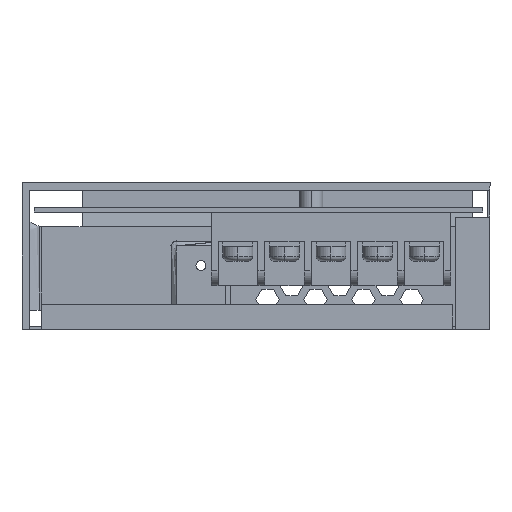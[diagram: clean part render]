
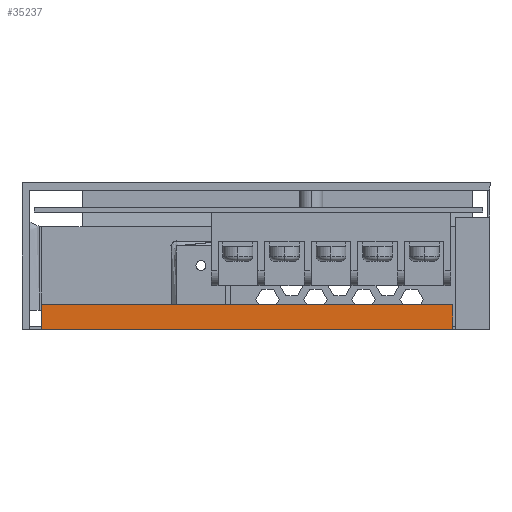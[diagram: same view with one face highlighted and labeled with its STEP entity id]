
A CAD part, left-side view. The second image highlights one B-rep face of the part: STEP entity #35237.
In plain terms, the highlighted planar face has unit normal (-1, 0, 0).
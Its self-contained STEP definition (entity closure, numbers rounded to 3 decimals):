
#570 = EDGE_CURVE ( 'NONE', #11061, #9944, #40307, .T. ) ;
#855 = FACE_OUTER_BOUND ( 'NONE', #2127, .T. ) ;
#2127 = EDGE_LOOP ( 'NONE', ( #47840, #15593, #4333, #18958 ) ) ;
#2371 = CARTESIAN_POINT ( 'NONE',  ( -42., -40.15, 0. ) ) ;
#3530 = VECTOR ( 'NONE', #26732, 1000. ) ;
#4333 = ORIENTED_EDGE ( 'NONE', *, *, #14014, .T. ) ;
#5186 = CARTESIAN_POINT ( 'NONE',  ( -42., -40.15, 5. ) ) ;
#9401 = VECTOR ( 'NONE', #21687, 1000. ) ;
#9944 = VERTEX_POINT ( 'NONE', #17057 ) ;
#9989 = LINE ( 'NONE', #5186, #16816 ) ;
#11061 = VERTEX_POINT ( 'NONE', #2371 ) ;
#11779 = LINE ( 'NONE', #41672, #3530 ) ;
#14014 = EDGE_CURVE ( 'NONE', #9944, #34974, #9989, .T. ) ;
#15593 = ORIENTED_EDGE ( 'NONE', *, *, #570, .T. ) ;
#15805 = DIRECTION ( 'NONE',  ( 1., 0., 0. ) ) ;
#16816 = VECTOR ( 'NONE', #21029, 1000. ) ;
#17057 = CARTESIAN_POINT ( 'NONE',  ( -42., -40.15, 5. ) ) ;
#17217 = AXIS2_PLACEMENT_3D ( 'NONE', #34435, #15805, #34185 ) ;
#18958 = ORIENTED_EDGE ( 'NONE', *, *, #31337, .T. ) ;
#21029 = DIRECTION ( 'NONE',  ( 0., 1., 0. ) ) ;
#21687 = DIRECTION ( 'NONE',  ( 0., 0., 1. ) ) ;
#26732 = DIRECTION ( 'NONE',  ( 0., -1., 0. ) ) ;
#28666 = LINE ( 'NONE', #43615, #46778 ) ;
#31337 = EDGE_CURVE ( 'NONE', #34974, #41626, #28666, .T. ) ;
#34185 = DIRECTION ( 'NONE',  ( 0., 1., 0. ) ) ;
#34435 = CARTESIAN_POINT ( 'NONE',  ( -42., 0., 0. ) ) ;
#34974 = VERTEX_POINT ( 'NONE', #38899 ) ;
#35237 = ADVANCED_FACE ( 'NONE', ( #855 ), #39494, .F. ) ;
#38899 = CARTESIAN_POINT ( 'NONE',  ( -42., 43.75, 5. ) ) ;
#39494 = PLANE ( 'NONE',  #17217 ) ;
#40307 = LINE ( 'NONE', #40544, #9401 ) ;
#40544 = CARTESIAN_POINT ( 'NONE',  ( -42., -40.15, 0. ) ) ;
#40898 = DIRECTION ( 'NONE',  ( 0., 0., -1. ) ) ;
#41626 = VERTEX_POINT ( 'NONE', #44132 ) ;
#41672 = CARTESIAN_POINT ( 'NONE',  ( -42., -40.15, 0. ) ) ;
#43615 = CARTESIAN_POINT ( 'NONE',  ( -42., 43.75, 0. ) ) ;
#44132 = CARTESIAN_POINT ( 'NONE',  ( -42., 43.75, 0. ) ) ;
#46442 = EDGE_CURVE ( 'NONE', #41626, #11061, #11779, .T. ) ;
#46778 = VECTOR ( 'NONE', #40898, 1000. ) ;
#47840 = ORIENTED_EDGE ( 'NONE', *, *, #46442, .T. ) ;
